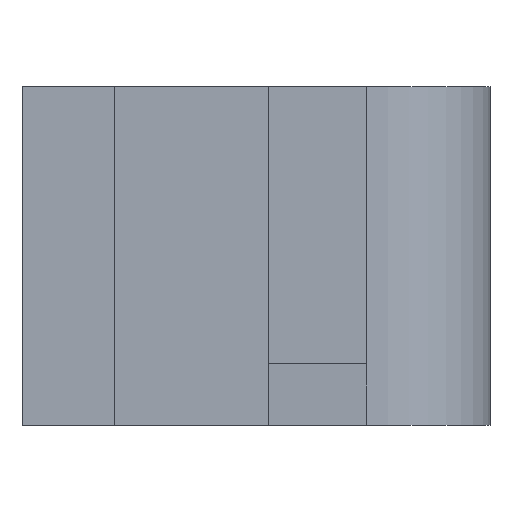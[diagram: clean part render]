
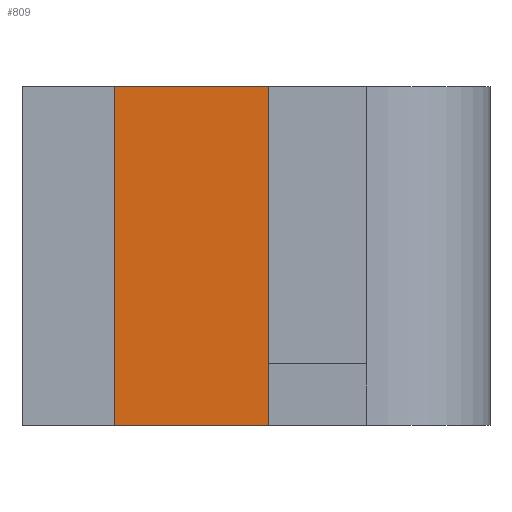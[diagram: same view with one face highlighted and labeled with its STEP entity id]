
A CAD part, left-side view. The second image highlights one B-rep face of the part: STEP entity #809.
In plain terms, the highlighted planar face has unit normal (-1, 0, 0).
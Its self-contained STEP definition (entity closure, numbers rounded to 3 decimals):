
#55 = PLANE ( 'NONE',  #394 ) ;
#64 = DIRECTION ( 'NONE',  ( 0., 0., -1. ) ) ;
#94 = CARTESIAN_POINT ( 'NONE',  ( -15., 0.196, 0. ) ) ;
#129 = VECTOR ( 'NONE', #618, 1000. ) ;
#180 = FACE_OUTER_BOUND ( 'NONE', #644, .T. ) ;
#223 = VECTOR ( 'NONE', #1311, 1000. ) ;
#288 = CARTESIAN_POINT ( 'NONE',  ( -15., 0.196, 11. ) ) ;
#302 = VERTEX_POINT ( 'NONE', #341 ) ;
#328 = CARTESIAN_POINT ( 'NONE',  ( -15., 5.196, 0. ) ) ;
#341 = CARTESIAN_POINT ( 'NONE',  ( -15., 0.196, 11. ) ) ;
#394 = AXIS2_PLACEMENT_3D ( 'NONE', #571, #669, #64 ) ;
#499 = CARTESIAN_POINT ( 'NONE',  ( -15., 0.196, 11. ) ) ;
#508 = VERTEX_POINT ( 'NONE', #94 ) ;
#571 = CARTESIAN_POINT ( 'NONE',  ( -15., 0.196, 11. ) ) ;
#615 = VERTEX_POINT ( 'NONE', #929 ) ;
#616 = VERTEX_POINT ( 'NONE', #328 ) ;
#618 = DIRECTION ( 'NONE',  ( 0., 0., -1. ) ) ;
#620 = EDGE_CURVE ( 'NONE', #615, #616, #1284, .T. ) ;
#644 = EDGE_LOOP ( 'NONE', ( #1080, #693, #848, #1305 ) ) ;
#669 = DIRECTION ( 'NONE',  ( 1., 0., 0. ) ) ;
#693 = ORIENTED_EDGE ( 'NONE', *, *, #970, .F. ) ;
#700 = CARTESIAN_POINT ( 'NONE',  ( -15., 0.196, 0. ) ) ;
#739 = VECTOR ( 'NONE', #1117, 1000. ) ;
#770 = LINE ( 'NONE', #288, #223 ) ;
#809 = ADVANCED_FACE ( 'NONE', ( #180 ), #55, .F. ) ;
#825 = CARTESIAN_POINT ( 'NONE',  ( -15., 5.196, 11. ) ) ;
#848 = ORIENTED_EDGE ( 'NONE', *, *, #925, .F. ) ;
#905 = DIRECTION ( 'NONE',  ( 0., 0., -1. ) ) ;
#925 = EDGE_CURVE ( 'NONE', #615, #302, #770, .T. ) ;
#929 = CARTESIAN_POINT ( 'NONE',  ( -15., 5.196, 11. ) ) ;
#942 = EDGE_CURVE ( 'NONE', #616, #508, #1282, .T. ) ;
#970 = EDGE_CURVE ( 'NONE', #302, #508, #1049, .T. ) ;
#984 = VECTOR ( 'NONE', #905, 1000. ) ;
#1049 = LINE ( 'NONE', #499, #984 ) ;
#1080 = ORIENTED_EDGE ( 'NONE', *, *, #942, .T. ) ;
#1117 = DIRECTION ( 'NONE',  ( 0., -1., 0. ) ) ;
#1282 = LINE ( 'NONE', #700, #739 ) ;
#1284 = LINE ( 'NONE', #825, #129 ) ;
#1305 = ORIENTED_EDGE ( 'NONE', *, *, #620, .T. ) ;
#1311 = DIRECTION ( 'NONE',  ( 0., -1., 0. ) ) ;
